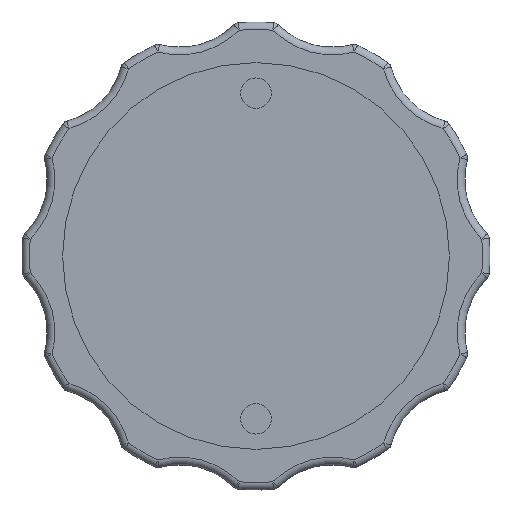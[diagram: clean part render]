
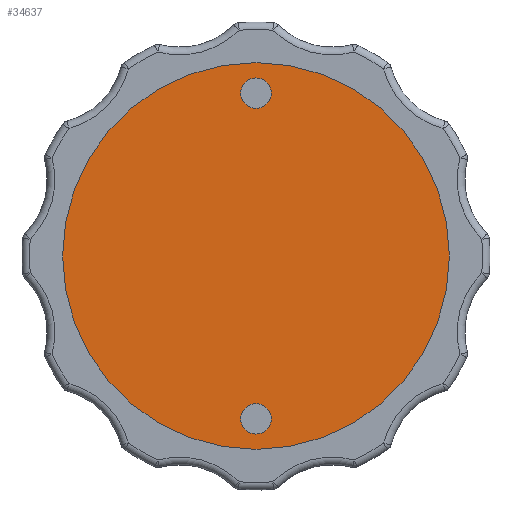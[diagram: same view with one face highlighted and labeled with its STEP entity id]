
A CAD part, left-side view. The second image highlights one B-rep face of the part: STEP entity #34637.
In plain terms, the highlighted face is planar.
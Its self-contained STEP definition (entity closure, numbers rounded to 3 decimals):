
#1284=PLANE('',#38337);
#13427=ORIENTED_EDGE('',*,*,#17815,.T.);
#13428=ORIENTED_EDGE('',*,*,#17816,.F.);
#13429=ORIENTED_EDGE('',*,*,#17817,.F.);
#17815=EDGE_CURVE('',#20575,#20575,#21453,.T.);
#17816=EDGE_CURVE('',#20576,#20576,#21454,.T.);
#17817=EDGE_CURVE('',#20577,#20577,#21455,.T.);
#20575=VERTEX_POINT('',#58010);
#20576=VERTEX_POINT('',#58013);
#20577=VERTEX_POINT('',#58015);
#21453=CIRCLE('',#38336,39.);
#21454=CIRCLE('',#38338,3.);
#21455=CIRCLE('',#38339,3.);
#23080=EDGE_LOOP('',(#13427));
#23081=EDGE_LOOP('',(#13428));
#23082=EDGE_LOOP('',(#13429));
#24749=FACE_BOUND('',#23080,.T.);
#24750=FACE_BOUND('',#23081,.T.);
#24751=FACE_BOUND('',#23082,.T.);
#34637=ADVANCED_FACE('',(#24749,#24750,#24751),#1284,.F.);
#38336=AXIS2_PLACEMENT_3D('',#58009,#47003,#47004);
#38337=AXIS2_PLACEMENT_3D('',#58011,#47005,#47006);
#38338=AXIS2_PLACEMENT_3D('',#58012,#47007,#47008);
#38339=AXIS2_PLACEMENT_3D('',#58014,#47009,#47010);
#47003=DIRECTION('',(0.,1.,0.));
#47004=DIRECTION('',(-1.,0.,0.));
#47005=DIRECTION('',(0.,-1.,0.));
#47006=DIRECTION('',(0.,0.,-1.));
#47007=DIRECTION('',(0.,1.,0.));
#47008=DIRECTION('',(1.,0.,0.));
#47009=DIRECTION('',(0.,1.,0.));
#47010=DIRECTION('',(1.,0.,0.));
#58009=CARTESIAN_POINT('',(0.,30.5,0.));
#58010=CARTESIAN_POINT('',(-39.,30.5,0.));
#58011=CARTESIAN_POINT('',(0.,30.5,0.));
#58012=CARTESIAN_POINT('',(32.,30.5,0.));
#58013=CARTESIAN_POINT('',(35.,30.5,0.));
#58014=CARTESIAN_POINT('',(-32.,30.5,0.));
#58015=CARTESIAN_POINT('',(-29.,30.5,0.));
